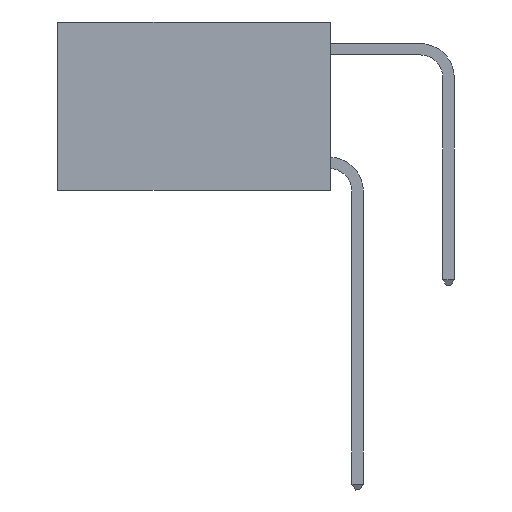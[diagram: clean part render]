
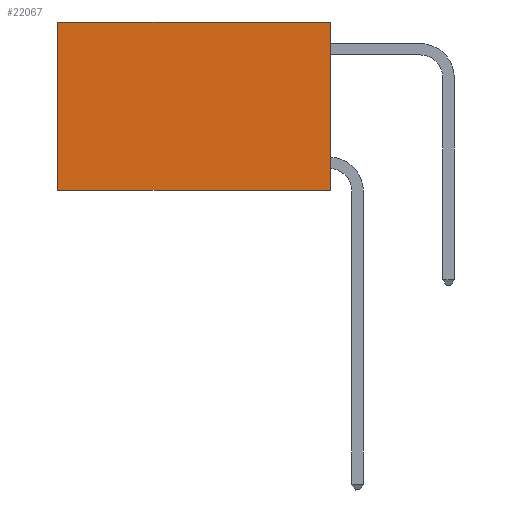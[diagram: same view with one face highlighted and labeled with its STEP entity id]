
A CAD part, left-side view. The second image highlights one B-rep face of the part: STEP entity #22067.
In plain terms, the highlighted planar face has unit normal (-1, 0, 0).
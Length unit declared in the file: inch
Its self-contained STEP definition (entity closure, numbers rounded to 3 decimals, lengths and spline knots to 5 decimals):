
#111 = VECTOR ( 'NONE', #5547, 39.37008 ) ;
#127 = EDGE_CURVE ( 'NONE', #22630, #20442, #19609, .T. ) ;
#1585 = CARTESIAN_POINT ( 'NONE',  ( 0.2625, 0.6, 0. ) ) ;
#2127 = ORIENTED_EDGE ( 'NONE', *, *, #20414, .F. ) ;
#2649 = EDGE_CURVE ( 'NONE', #19482, #20442, #19967, .T. ) ;
#2676 = PLANE ( 'NONE',  #10709 ) ;
#3017 = CARTESIAN_POINT ( 'NONE',  ( 0.2625, 0., 0. ) ) ;
#3108 = CARTESIAN_POINT ( 'NONE',  ( 0.2625, 0.6, 0. ) ) ;
#4698 = DIRECTION ( 'NONE',  ( 1., 0., 0. ) ) ;
#5507 = DIRECTION ( 'NONE',  ( 0., 0., -1. ) ) ;
#5547 = DIRECTION ( 'NONE',  ( 0., 0., -1. ) ) ;
#5737 = VECTOR ( 'NONE', #8890, 39.37008 ) ;
#6785 = DIRECTION ( 'NONE',  ( 0., 1., 0. ) ) ;
#7071 = LINE ( 'NONE', #12809, #7998 ) ;
#7710 = ORIENTED_EDGE ( 'NONE', *, *, #127, .F. ) ;
#7998 = VECTOR ( 'NONE', #5507, 39.37008 ) ;
#8412 = DIRECTION ( 'NONE',  ( 0., 0., -1. ) ) ;
#8890 = DIRECTION ( 'NONE',  ( 0., 1., 0. ) ) ;
#9332 = EDGE_CURVE ( 'NONE', #9965, #19482, #10265, .T. ) ;
#9862 = FACE_OUTER_BOUND ( 'NONE', #16661, .T. ) ;
#9965 = VERTEX_POINT ( 'NONE', #3017 ) ;
#10265 = LINE ( 'NONE', #17699, #11382 ) ;
#10306 = CARTESIAN_POINT ( 'NONE',  ( 0.2625, 0., -0.37 ) ) ;
#10709 = AXIS2_PLACEMENT_3D ( 'NONE', #21175, #4698, #8412 ) ;
#11382 = VECTOR ( 'NONE', #6785, 39.37008 ) ;
#12021 = ORIENTED_EDGE ( 'NONE', *, *, #9332, .T. ) ;
#12809 = CARTESIAN_POINT ( 'NONE',  ( 0.2625, 0., 0. ) ) ;
#13168 = CARTESIAN_POINT ( 'NONE',  ( 0.2625, 0.6, -0.37 ) ) ;
#14534 = CARTESIAN_POINT ( 'NONE',  ( 0.2625, 0., -0.37 ) ) ;
#16661 = EDGE_LOOP ( 'NONE', ( #17137, #7710, #2127, #12021 ) ) ;
#17137 = ORIENTED_EDGE ( 'NONE', *, *, #2649, .T. ) ;
#17699 = CARTESIAN_POINT ( 'NONE',  ( 0.2625, 0., 0. ) ) ;
#19482 = VERTEX_POINT ( 'NONE', #3108 ) ;
#19609 = LINE ( 'NONE', #14534, #5737 ) ;
#19967 = LINE ( 'NONE', #1585, #111 ) ;
#20414 = EDGE_CURVE ( 'NONE', #9965, #22630, #7071, .T. ) ;
#20442 = VERTEX_POINT ( 'NONE', #13168 ) ;
#21175 = CARTESIAN_POINT ( 'NONE',  ( 0.2625, 0., 0. ) ) ;
#22067 = ADVANCED_FACE ( 'NONE', ( #9862 ), #2676, .F. ) ;
#22630 = VERTEX_POINT ( 'NONE', #10306 ) ;
